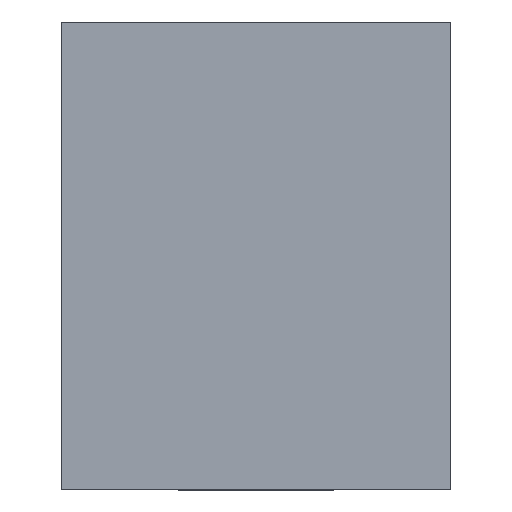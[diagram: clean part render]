
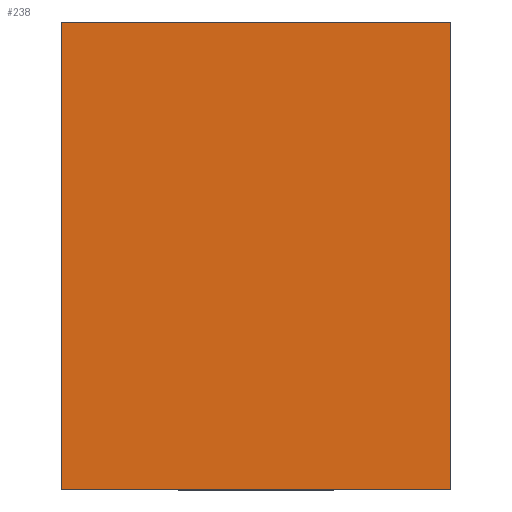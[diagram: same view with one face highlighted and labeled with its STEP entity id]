
A CAD part, top view. The second image highlights one B-rep face of the part: STEP entity #238.
In plain terms, the highlighted planar face has unit normal (0, 0, 1).
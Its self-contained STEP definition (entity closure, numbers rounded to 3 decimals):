
#24=FACE_OUTER_BOUND('',#37,.T.);
#37=EDGE_LOOP('',(#194,#195,#196,#197));
#61=LINE('',#382,#92);
#65=LINE('',#389,#96);
#66=LINE('',#392,#97);
#67=LINE('',#393,#98);
#92=VECTOR('',#316,10.);
#96=VECTOR('',#322,10.);
#97=VECTOR('',#325,10.);
#98=VECTOR('',#326,10.);
#117=VERTEX_POINT('',#379);
#118=VERTEX_POINT('',#381);
#120=VERTEX_POINT('',#387);
#121=VERTEX_POINT('',#391);
#143=EDGE_CURVE('',#117,#118,#61,.T.);
#147=EDGE_CURVE('',#117,#120,#65,.T.);
#148=EDGE_CURVE('',#121,#120,#66,.T.);
#149=EDGE_CURVE('',#118,#121,#67,.T.);
#194=ORIENTED_EDGE('',*,*,#147,.T.);
#195=ORIENTED_EDGE('',*,*,#148,.F.);
#196=ORIENTED_EDGE('',*,*,#149,.F.);
#197=ORIENTED_EDGE('',*,*,#143,.F.);
#225=PLANE('',#274);
#238=ADVANCED_FACE('',(#24),#225,.T.);
#274=AXIS2_PLACEMENT_3D('',#390,#323,#324);
#316=DIRECTION('',(0.,1.,0.));
#322=DIRECTION('',(1.,0.,0.));
#323=DIRECTION('center_axis',(0.,0.,1.));
#324=DIRECTION('ref_axis',(0.,-1.,0.));
#325=DIRECTION('',(0.,-1.,0.));
#326=DIRECTION('',(1.,0.,0.));
#379=CARTESIAN_POINT('',(-12.5,0.,10.));
#381=CARTESIAN_POINT('',(-12.5,30.,10.));
#382=CARTESIAN_POINT('',(-12.5,30.,10.));
#387=CARTESIAN_POINT('',(12.5,0.,10.));
#389=CARTESIAN_POINT('',(0.,0.,10.));
#390=CARTESIAN_POINT('Origin',(0.,30.,10.));
#391=CARTESIAN_POINT('',(12.5,30.,10.));
#392=CARTESIAN_POINT('',(12.5,30.,10.));
#393=CARTESIAN_POINT('',(0.,30.,10.));
